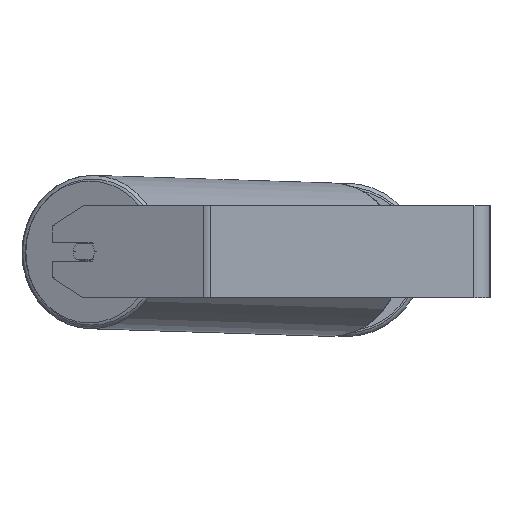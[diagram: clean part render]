
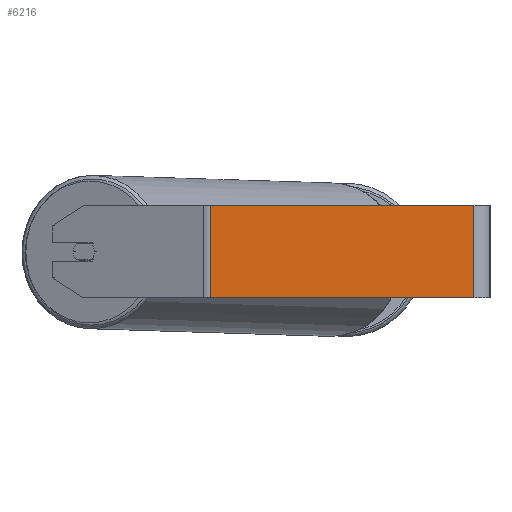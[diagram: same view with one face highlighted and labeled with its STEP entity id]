
A CAD part, left-side view. The second image highlights one B-rep face of the part: STEP entity #6216.
In plain terms, the highlighted planar face has unit normal (-1, 0, 0).
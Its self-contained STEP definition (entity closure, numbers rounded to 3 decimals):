
#7 = LINE ( 'NONE', #8025, #869 ) ;
#23 = ORIENTED_EDGE ( 'NONE', *, *, #2033, .T. ) ;
#251 = ORIENTED_EDGE ( 'NONE', *, *, #6659, .T. ) ;
#536 = FACE_OUTER_BOUND ( 'NONE', #5056, .T. ) ;
#869 = VECTOR ( 'NONE', #8103, 1000. ) ;
#930 = DIRECTION ( 'NONE',  ( 0., -1., 0. ) ) ;
#950 = EDGE_CURVE ( 'NONE', #4611, #7915, #4966, .T. ) ;
#964 = VECTOR ( 'NONE', #930, 1000. ) ;
#1925 = VECTOR ( 'NONE', #3767, 1000. ) ;
#2033 = EDGE_CURVE ( 'NONE', #4611, #7767, #7, .T. ) ;
#2171 = CARTESIAN_POINT ( 'NONE',  ( -800., 14., -40. ) ) ;
#2746 = VECTOR ( 'NONE', #4358, 1000. ) ;
#2894 = EDGE_CURVE ( 'NONE', #7915, #5193, #6922, .T. ) ;
#3271 = CARTESIAN_POINT ( 'NONE',  ( -800., 245.188, 40. ) ) ;
#3675 = CARTESIAN_POINT ( 'NONE',  ( -800., 14., 40. ) ) ;
#3767 = DIRECTION ( 'NONE',  ( 0., -1., 0. ) ) ;
#3815 = AXIS2_PLACEMENT_3D ( 'NONE', #3271, #5345, #7967 ) ;
#4358 = DIRECTION ( 'NONE',  ( 0., 0., -1. ) ) ;
#4611 = VERTEX_POINT ( 'NONE', #6424 ) ;
#4966 = LINE ( 'NONE', #7643, #1925 ) ;
#5056 = EDGE_LOOP ( 'NONE', ( #251, #6923, #7114, #23 ) ) ;
#5193 = VERTEX_POINT ( 'NONE', #2171 ) ;
#5345 = DIRECTION ( 'NONE',  ( 1., 0., 0. ) ) ;
#5559 = CARTESIAN_POINT ( 'NONE',  ( -800., 14., 40. ) ) ;
#6216 = ADVANCED_FACE ( 'NONE', ( #536 ), #7399, .F. ) ;
#6280 = CARTESIAN_POINT ( 'NONE',  ( -800., 242.084, -40. ) ) ;
#6424 = CARTESIAN_POINT ( 'NONE',  ( -800., 242.084, 40. ) ) ;
#6659 = EDGE_CURVE ( 'NONE', #7767, #5193, #8470, .T. ) ;
#6922 = LINE ( 'NONE', #5559, #2746 ) ;
#6923 = ORIENTED_EDGE ( 'NONE', *, *, #2894, .F. ) ;
#7114 = ORIENTED_EDGE ( 'NONE', *, *, #950, .F. ) ;
#7399 = PLANE ( 'NONE',  #3815 ) ;
#7643 = CARTESIAN_POINT ( 'NONE',  ( -800., 245.188, 40. ) ) ;
#7767 = VERTEX_POINT ( 'NONE', #6280 ) ;
#7892 = CARTESIAN_POINT ( 'NONE',  ( -800., 245.188, -40. ) ) ;
#7915 = VERTEX_POINT ( 'NONE', #3675 ) ;
#7967 = DIRECTION ( 'NONE',  ( 0., 0., -1. ) ) ;
#8025 = CARTESIAN_POINT ( 'NONE',  ( -800., 242.084, 40. ) ) ;
#8103 = DIRECTION ( 'NONE',  ( 0., 0., -1. ) ) ;
#8470 = LINE ( 'NONE', #7892, #964 ) ;
